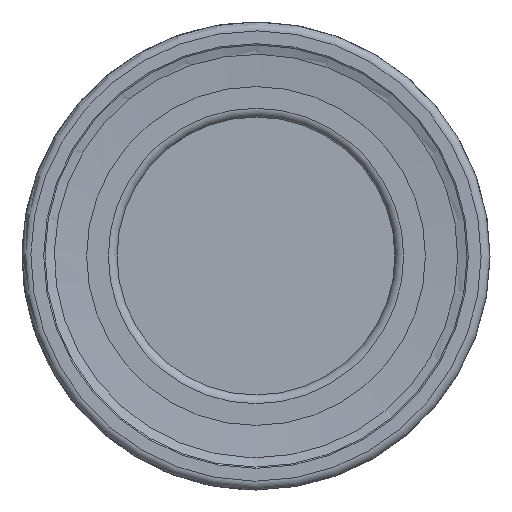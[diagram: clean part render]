
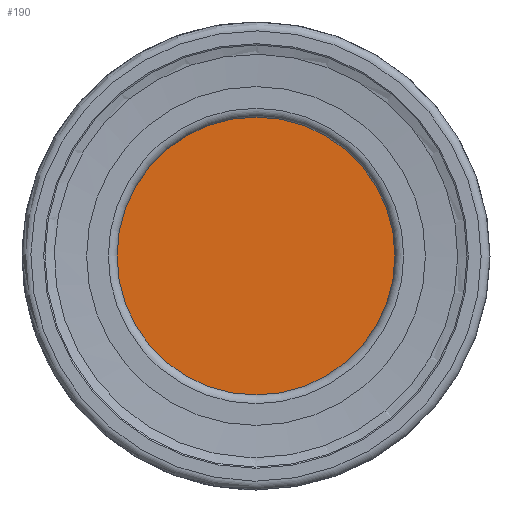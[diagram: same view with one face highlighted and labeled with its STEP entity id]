
A CAD part, left-side view. The second image highlights one B-rep face of the part: STEP entity #190.
In plain terms, the highlighted planar face has unit normal (-1, 0, 0).
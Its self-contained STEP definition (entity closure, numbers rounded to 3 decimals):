
#184=PLANE('',#479);
#187=FACE_OUTER_BOUND('',#280,.T.);
#190=ADVANCED_FACE('',(#187),#184,.F.);
#280=EDGE_LOOP('',(#336));
#336=ORIENTED_EDGE('',*,*,#419,.T.);
#391=VERTEX_POINT('',#635);
#419=EDGE_CURVE('',#391,#391,#447,.T.);
#447=CIRCLE('',#478,9.824);
#478=AXIS2_PLACEMENT_3D('',#634,#531,#532);
#479=AXIS2_PLACEMENT_3D('',#636,#533,#534);
#531=DIRECTION('',(-1.,0.,0.));
#532=DIRECTION('',(0.,0.,1.));
#533=DIRECTION('',(1.,0.,0.));
#534=DIRECTION('',(0.,0.,-1.));
#634=CARTESIAN_POINT('',(1.5,0.,0.));
#635=CARTESIAN_POINT('',(1.5,0.,9.824));
#636=CARTESIAN_POINT('',(1.5,9.824,0.));
